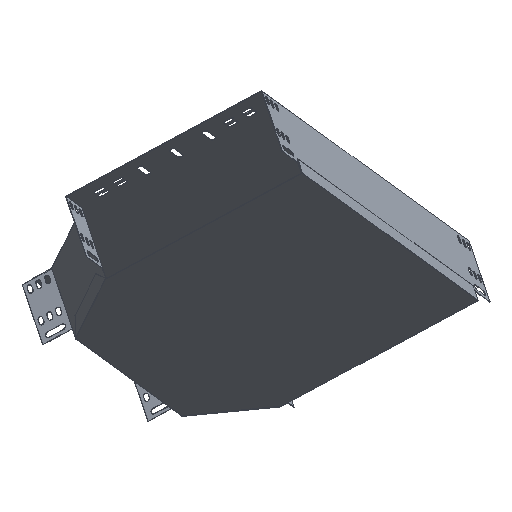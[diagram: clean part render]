
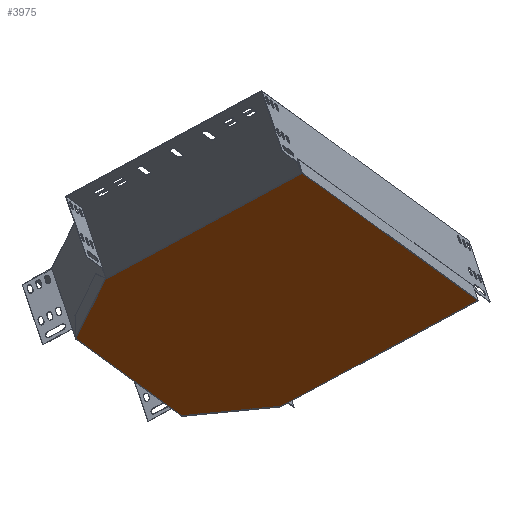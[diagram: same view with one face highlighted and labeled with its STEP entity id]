
A CAD part, front view. The second image highlights one B-rep face of the part: STEP entity #3975.
In plain terms, the highlighted planar face has unit normal (0.283, -0.485, -0.827).
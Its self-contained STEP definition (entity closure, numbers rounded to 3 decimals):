
#113 = CARTESIAN_POINT ( 'NONE',  ( -204.271, 24.926, 139.559 ) ) ;
#205 = EDGE_CURVE ( 'NONE', #284, #4598, #1452, .T. ) ;
#265 = EDGE_CURVE ( 'NONE', #1190, #11106, #847, .T. ) ;
#284 = VERTEX_POINT ( 'NONE', #113 ) ;
#401 = CARTESIAN_POINT ( 'NONE',  ( 24.584, 440.223, -25.889 ) ) ;
#595 = ORIENTED_EDGE ( 'NONE', *, *, #6621, .T. ) ;
#737 = ORIENTED_EDGE ( 'NONE', *, *, #5061, .T. ) ;
#741 = DIRECTION ( 'NONE',  ( 0.919, 0.385, 0.088 ) ) ;
#847 = LINE ( 'NONE', #8961, #6543 ) ;
#973 = DIRECTION ( 'NONE',  ( 0.919, 0.385, 0.088 ) ) ;
#1001 = FACE_OUTER_BOUND ( 'NONE', #4884, .T. ) ;
#1103 = CARTESIAN_POINT ( 'NONE',  ( -241.962, 136.476, 61.213 ) ) ;
#1190 = VERTEX_POINT ( 'NONE', #10812 ) ;
#1359 = LINE ( 'NONE', #10086, #4251 ) ;
#1452 = LINE ( 'NONE', #1948, #11566 ) ;
#1948 = CARTESIAN_POINT ( 'NONE',  ( -203.536, 25.234, 139.629 ) ) ;
#2173 = VECTOR ( 'NONE', #6936, 1000. ) ;
#2264 = EDGE_CURVE ( 'NONE', #4283, #8583, #8346, .T. ) ;
#2331 = ORIENTED_EDGE ( 'NONE', *, *, #265, .F. ) ;
#2863 = CARTESIAN_POINT ( 'NONE',  ( 24.364, 440.851, -26.333 ) ) ;
#3003 = ORIENTED_EDGE ( 'NONE', *, *, #7327, .F. ) ;
#3071 = EDGE_CURVE ( 'NONE', #4283, #10992, #12190, .T. ) ;
#3248 = EDGE_CURVE ( 'NONE', #8583, #10516, #4196, .T. ) ;
#3292 = AXIS2_PLACEMENT_3D ( 'NONE', #10785, #4238, #10830 ) ;
#3378 = DIRECTION ( 'NONE',  ( -0.845, 0.283, -0.455 ) ) ;
#3558 = CARTESIAN_POINT ( 'NONE',  ( 24.75, 439.752, -25.556 ) ) ;
#3744 = LINE ( 'NONE', #1103, #10146 ) ;
#3975 = ADVANCED_FACE ( 'NONE', ( #1001 ), #7050, .F. ) ;
#4196 = LINE ( 'NONE', #401, #6711 ) ;
#4238 = DIRECTION ( 'NONE',  ( -0.283, 0.485, 0.827 ) ) ;
#4251 = VECTOR ( 'NONE', #3378, 1000. ) ;
#4252 = DIRECTION ( 'NONE',  ( 0.455, 0.827, -0.33 ) ) ;
#4283 = VERTEX_POINT ( 'NONE', #11961 ) ;
#4494 = VECTOR ( 'NONE', #6082, 1000. ) ;
#4598 = VERTEX_POINT ( 'NONE', #10196 ) ;
#4882 = CARTESIAN_POINT ( 'NONE',  ( -106.601, 385.976, -38.912 ) ) ;
#4884 = EDGE_LOOP ( 'NONE', ( #737, #11447, #11746, #7019, #12039, #2331, #12642, #7908, #3003, #595 ) ) ;
#5061 = EDGE_CURVE ( 'NONE', #7979, #10992, #3744, .T. ) ;
#5141 = CARTESIAN_POINT ( 'NONE',  ( -243.56, 136.825, 60.462 ) ) ;
#5746 = VERTEX_POINT ( 'NONE', #12315 ) ;
#6037 = CARTESIAN_POINT ( 'NONE',  ( -241.962, 136.476, 61.213 ) ) ;
#6082 = DIRECTION ( 'NONE',  ( 0.276, -0.785, 0.555 ) ) ;
#6543 = VECTOR ( 'NONE', #4252, 1000. ) ;
#6621 = EDGE_CURVE ( 'NONE', #5746, #7979, #8797, .T. ) ;
#6711 = VECTOR ( 'NONE', #7373, 1000. ) ;
#6762 = CARTESIAN_POINT ( 'NONE',  ( -242.513, 136.245, 61.16 ) ) ;
#6936 = DIRECTION ( 'NONE',  ( 0.276, -0.785, 0.555 ) ) ;
#7019 = ORIENTED_EDGE ( 'NONE', *, *, #3248, .T. ) ;
#7050 = PLANE ( 'NONE',  #3292 ) ;
#7209 = DIRECTION ( 'NONE',  ( 0.455, 0.827, -0.33 ) ) ;
#7327 = EDGE_CURVE ( 'NONE', #5746, #284, #9502, .T. ) ;
#7373 = DIRECTION ( 'NONE',  ( 0.276, -0.785, 0.555 ) ) ;
#7889 = LINE ( 'NONE', #10130, #10090 ) ;
#7908 = ORIENTED_EDGE ( 'NONE', *, *, #205, .F. ) ;
#7979 = VERTEX_POINT ( 'NONE', #6037 ) ;
#8346 = LINE ( 'NONE', #4882, #11148 ) ;
#8379 = CARTESIAN_POINT ( 'NONE',  ( -105.176, 385.313, -38.035 ) ) ;
#8545 = CARTESIAN_POINT ( 'NONE',  ( 279.455, 354.442, 111.594 ) ) ;
#8583 = VERTEX_POINT ( 'NONE', #2863 ) ;
#8797 = LINE ( 'NONE', #6762, #11003 ) ;
#8961 = CARTESIAN_POINT ( 'NONE',  ( 51.205, -60.78, 277.206 ) ) ;
#9224 = DIRECTION ( 'NONE',  ( 0.845, -0.283, 0.455 ) ) ;
#9502 = LINE ( 'NONE', #5141, #4494 ) ;
#9604 = EDGE_CURVE ( 'NONE', #1190, #4598, #1359, .T. ) ;
#10086 = CARTESIAN_POINT ( 'NONE',  ( 51.044, -59.618, 276.469 ) ) ;
#10090 = VECTOR ( 'NONE', #9224, 1000. ) ;
#10130 = CARTESIAN_POINT ( 'NONE',  ( 24.75, 439.752, -25.556 ) ) ;
#10146 = VECTOR ( 'NONE', #7209, 1000. ) ;
#10196 = CARTESIAN_POINT ( 'NONE',  ( -202.985, 25.465, 139.682 ) ) ;
#10516 = VERTEX_POINT ( 'NONE', #3558 ) ;
#10785 = CARTESIAN_POINT ( 'NONE',  ( -300.584, 303.436, -56.804 ) ) ;
#10812 = CARTESIAN_POINT ( 'NONE',  ( 51.72, -59.845, 276.833 ) ) ;
#10830 = DIRECTION ( 'NONE',  ( -0.455, -0.827, 0.33 ) ) ;
#10992 = VERTEX_POINT ( 'NONE', #8379 ) ;
#11003 = VECTOR ( 'NONE', #741, 1000. ) ;
#11106 = VERTEX_POINT ( 'NONE', #8545 ) ;
#11148 = VECTOR ( 'NONE', #11506, 1000. ) ;
#11447 = ORIENTED_EDGE ( 'NONE', *, *, #3071, .F. ) ;
#11506 = DIRECTION ( 'NONE',  ( 0.919, 0.385, 0.088 ) ) ;
#11566 = VECTOR ( 'NONE', #973, 1000. ) ;
#11684 = EDGE_CURVE ( 'NONE', #10516, #11106, #7889, .T. ) ;
#11746 = ORIENTED_EDGE ( 'NONE', *, *, #2264, .T. ) ;
#11961 = CARTESIAN_POINT ( 'NONE',  ( -105.562, 386.412, -38.812 ) ) ;
#12039 = ORIENTED_EDGE ( 'NONE', *, *, #11684, .T. ) ;
#12190 = LINE ( 'NONE', #12588, #2173 ) ;
#12315 = CARTESIAN_POINT ( 'NONE',  ( -243.248, 135.937, 61.09 ) ) ;
#12588 = CARTESIAN_POINT ( 'NONE',  ( -105.341, 385.784, -38.368 ) ) ;
#12642 = ORIENTED_EDGE ( 'NONE', *, *, #9604, .T. ) ;
